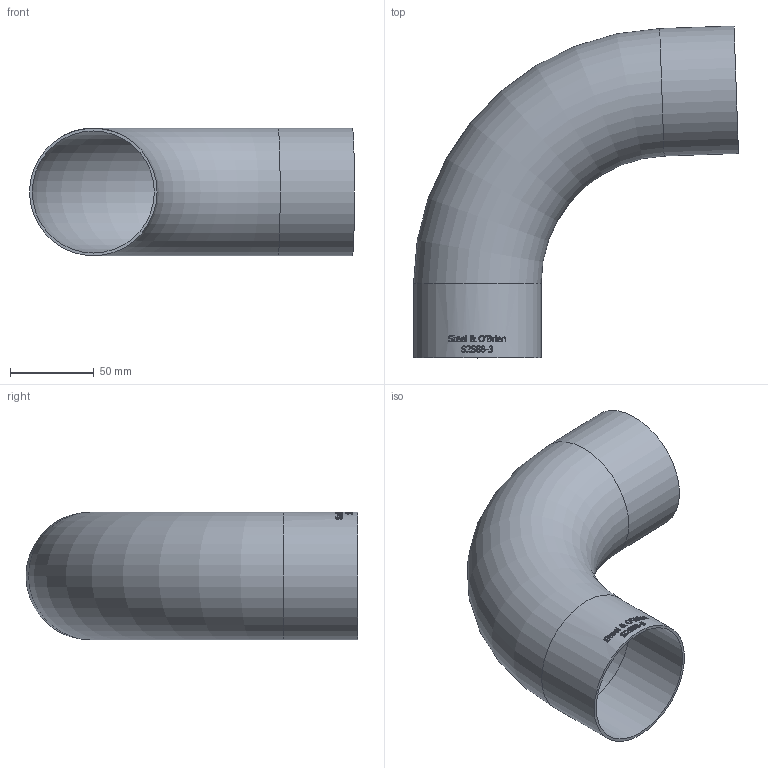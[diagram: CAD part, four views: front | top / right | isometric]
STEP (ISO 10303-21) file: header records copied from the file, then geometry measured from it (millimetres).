
FILE_DESCRIPTION(/* description */ (''),/* implementation_level */ '2;1');
FILE_NAME(/* name */ 'S2S88-3.stp',/* time_stamp */ '2018-11-27T15:20:47-05:00',/* author */ ('ken'),/* organization */ (''),/* preprocessor_version */ 'ST-DEVELOPER v15.2',/* originating_system */ 'Autodesk Inventor 2014',/* authorisation */ '');
FILE_SCHEMA (('AUTOMOTIVE_DESIGN { 1 0 10303 214 3 1 1 }'));
Length unit declared in the file: inch
Products named in the file (1): S2S88-3
Bounding box: 194.16 x 198.31 x 76.2 mm (x, y, z)
Volume: 102246.6 mm3; surface area: 124684.7 mm2
Topology: 1 solids, 1 shells, 370 faces, 1001 edges, 666 vertices
Faces by surface type: bspline 219, plane 112, cylinder 37, torus 2
Full cylindrical faces by diameter (mm): 72.898 x2, 76.2 x2
Entity records: 15728 total; most frequent: CARTESIAN_POINT 7768, ORIENTED_EDGE 1990, EDGE_CURVE 995, DIRECTION 985, VERTEX_POINT 666, B_SPLINE_CURVE_WITH_KNOTS 438, LINE 433, VECTOR 433
